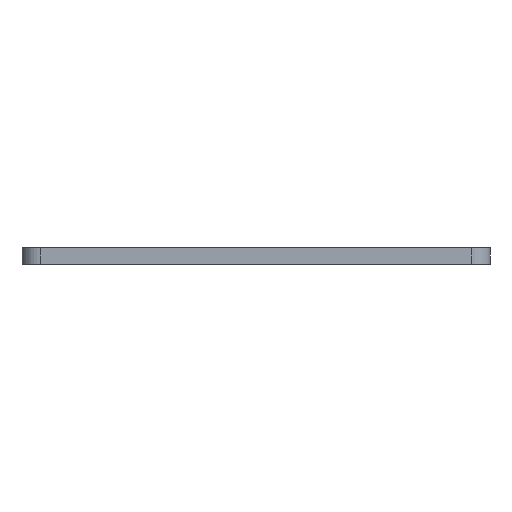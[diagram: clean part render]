
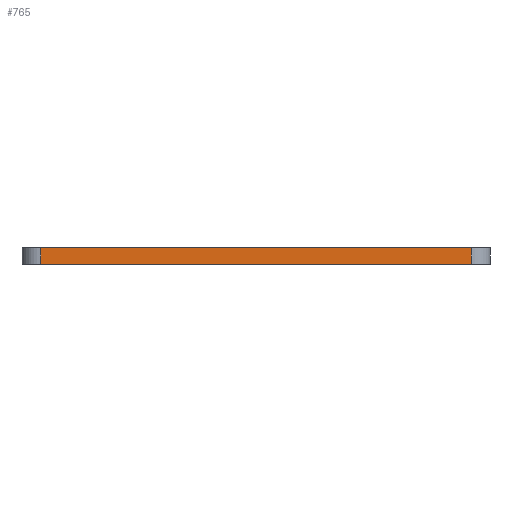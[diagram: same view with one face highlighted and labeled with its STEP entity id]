
A CAD part, front view. The second image highlights one B-rep face of the part: STEP entity #765.
In plain terms, the highlighted planar face has unit normal (0, -1, 0).
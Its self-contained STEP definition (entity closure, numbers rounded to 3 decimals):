
#3 = CARTESIAN_POINT ( 'NONE',  ( 2.54, 0., -2.286 ) ) ;
#7 = CARTESIAN_POINT ( 'NONE',  ( 2.54, 0., -2.286 ) ) ;
#10 = VERTEX_POINT ( 'NONE', #226 ) ;
#33 = DIRECTION ( 'NONE',  ( 1., 0., 0. ) ) ;
#43 = FACE_OUTER_BOUND ( 'NONE', #55, .T. ) ;
#55 = EDGE_LOOP ( 'NONE', ( #817, #577, #113, #553 ) ) ;
#57 = EDGE_CURVE ( 'NONE', #245, #764, #423, .T. ) ;
#73 = DIRECTION ( 'NONE',  ( 1., 0., 0. ) ) ;
#113 = ORIENTED_EDGE ( 'NONE', *, *, #57, .T. ) ;
#127 = VECTOR ( 'NONE', #821, 1000. ) ;
#135 = EDGE_CURVE ( 'NONE', #764, #216, #630, .T. ) ;
#166 = VECTOR ( 'NONE', #610, 1000. ) ;
#216 = VERTEX_POINT ( 'NONE', #374 ) ;
#226 = CARTESIAN_POINT ( 'NONE',  ( 2.54, 0., 0. ) ) ;
#245 = VERTEX_POINT ( 'NONE', #3 ) ;
#296 = AXIS2_PLACEMENT_3D ( 'NONE', #825, #421, #33 ) ;
#310 = CARTESIAN_POINT ( 'NONE',  ( 61.46, 0., -2.286 ) ) ;
#374 = CARTESIAN_POINT ( 'NONE',  ( 61.46, 0., 0. ) ) ;
#389 = EDGE_CURVE ( 'NONE', #245, #10, #556, .T. ) ;
#421 = DIRECTION ( 'NONE',  ( 0., -1., 0. ) ) ;
#423 = LINE ( 'NONE', #310, #127 ) ;
#505 = CARTESIAN_POINT ( 'NONE',  ( 61.46, 0., -2.286 ) ) ;
#553 = ORIENTED_EDGE ( 'NONE', *, *, #135, .T. ) ;
#556 = LINE ( 'NONE', #7, #166 ) ;
#559 = CARTESIAN_POINT ( 'NONE',  ( 61.46, 0., -2.286 ) ) ;
#564 = DIRECTION ( 'NONE',  ( 0., 0., 1. ) ) ;
#577 = ORIENTED_EDGE ( 'NONE', *, *, #389, .F. ) ;
#580 = EDGE_CURVE ( 'NONE', #10, #216, #653, .T. ) ;
#610 = DIRECTION ( 'NONE',  ( 0., 0., 1. ) ) ;
#614 = VECTOR ( 'NONE', #73, 1000. ) ;
#630 = LINE ( 'NONE', #505, #791 ) ;
#653 = LINE ( 'NONE', #782, #614 ) ;
#738 = PLANE ( 'NONE',  #296 ) ;
#764 = VERTEX_POINT ( 'NONE', #559 ) ;
#765 = ADVANCED_FACE ( 'NONE', ( #43 ), #738, .T. ) ;
#782 = CARTESIAN_POINT ( 'NONE',  ( 61.46, 0., 0. ) ) ;
#791 = VECTOR ( 'NONE', #564, 1000. ) ;
#817 = ORIENTED_EDGE ( 'NONE', *, *, #580, .F. ) ;
#821 = DIRECTION ( 'NONE',  ( 1., 0., 0. ) ) ;
#825 = CARTESIAN_POINT ( 'NONE',  ( 61.46, 0., -2.286 ) ) ;
